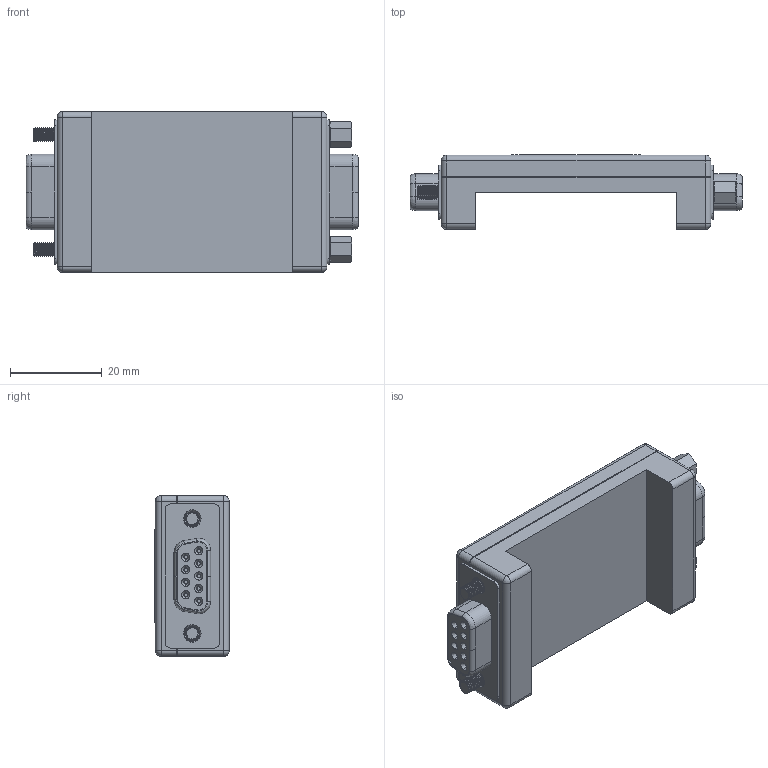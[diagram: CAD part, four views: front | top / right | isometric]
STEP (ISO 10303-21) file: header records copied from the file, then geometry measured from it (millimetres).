
FILE_DESCRIPTION (( 'STEP AP214' ), '1' );
FILE_NAME ('DB9.STEP', '2023-11-10T04:48:02', ( '' ), ( '' ), 'SwSTEP 2.0', 'SolidWorks 2021', '' );
FILE_SCHEMA (( 'AUTOMOTIVE_DESIGN' ));
Length unit declared in the file: inch
Products named in the file (1): DB9
Bounding box: 72.39 x 16.26 x 35.05 mm (x, y, z)
Volume: 22939 mm3; surface area: 16717.1 mm2
Topology: 29 solids, 29 shells, 622 faces, 1418 edges, 882 vertices
Faces by surface type: cylinder 290, plane 196, cone 76, bspline 52, sphere 8
Entity records: 31207 total; most frequent: CARTESIAN_POINT 16095, ORIENTED_EDGE 2820, DIRECTION 2796, EDGE_CURVE 1410, AXIS2_PLACEMENT_3D 1101, VERTEX_POINT 882, EDGE_LOOP 706, FACE_OUTER_BOUND 622
